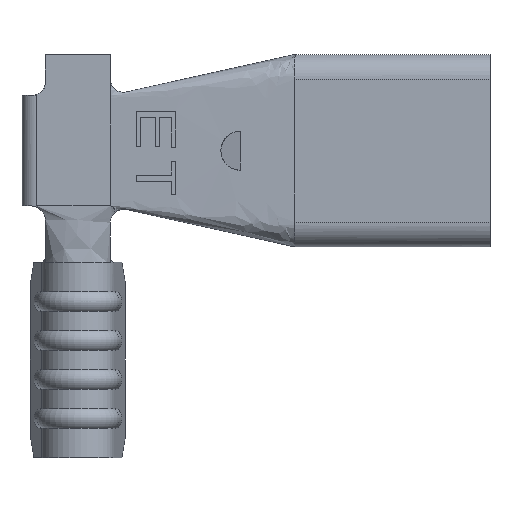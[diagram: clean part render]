
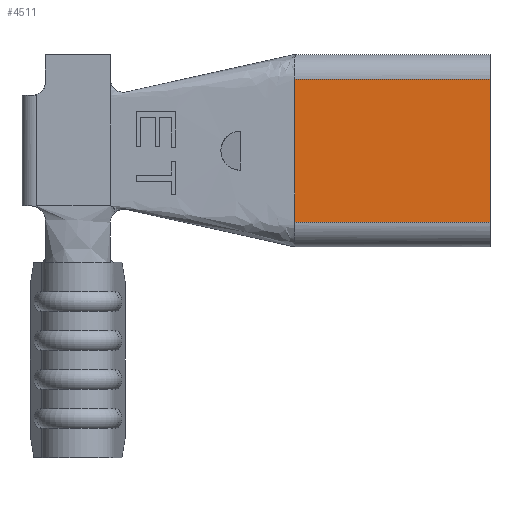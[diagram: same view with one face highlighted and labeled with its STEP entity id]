
A CAD part, front view. The second image highlights one B-rep face of the part: STEP entity #4511.
In plain terms, the highlighted planar face has unit normal (0, -1, 0).
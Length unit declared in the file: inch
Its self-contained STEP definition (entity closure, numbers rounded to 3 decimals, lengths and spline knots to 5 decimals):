
#250 = VERTEX_POINT ( 'NONE', #1453 ) ;
#269 = CARTESIAN_POINT ( 'NONE',  ( -0.15, -0.01, -0.055 ) ) ;
#503 = CARTESIAN_POINT ( 'NONE',  ( -0.15, -0.01, -0.055 ) ) ;
#827 = LINE ( 'NONE', #3761, #5523 ) ;
#1176 = VECTOR ( 'NONE', #1849, 39.37008 ) ;
#1453 = CARTESIAN_POINT ( 'NONE',  ( -0.15, -0.01, -0.055 ) ) ;
#1586 = VERTEX_POINT ( 'NONE', #2458 ) ;
#1593 = EDGE_LOOP ( 'NONE', ( #3567, #4752, #1885, #4191 ) ) ;
#1724 = VERTEX_POINT ( 'NONE', #3440 ) ;
#1849 = DIRECTION ( 'NONE',  ( 1., 0., 0. ) ) ;
#1885 = ORIENTED_EDGE ( 'NONE', *, *, #2456, .T. ) ;
#1961 = DIRECTION ( 'NONE',  ( 0., 0., -1. ) ) ;
#2194 = PLANE ( 'NONE',  #3742 ) ;
#2394 = LINE ( 'NONE', #3656, #1176 ) ;
#2408 = CARTESIAN_POINT ( 'NONE',  ( -0.15, -0.01, -0.055 ) ) ;
#2456 = EDGE_CURVE ( 'NONE', #1586, #250, #2587, .T. ) ;
#2458 = CARTESIAN_POINT ( 'NONE',  ( -0.15, -0.01, 0.055 ) ) ;
#2569 = EDGE_CURVE ( 'NONE', #4602, #1724, #827, .T. ) ;
#2587 = LINE ( 'NONE', #503, #4850 ) ;
#2721 = EDGE_CURVE ( 'NONE', #1586, #4602, #2394, .T. ) ;
#2731 = DIRECTION ( 'NONE',  ( 0., 0., -1. ) ) ;
#2846 = EDGE_CURVE ( 'NONE', #250, #1724, #4227, .T. ) ;
#2888 = VECTOR ( 'NONE', #5108, 39.37008 ) ;
#3042 = DIRECTION ( 'NONE',  ( 0., 0., -1. ) ) ;
#3440 = CARTESIAN_POINT ( 'NONE',  ( 0., -0.01, -0.055 ) ) ;
#3567 = ORIENTED_EDGE ( 'NONE', *, *, #2569, .F. ) ;
#3656 = CARTESIAN_POINT ( 'NONE',  ( -0.15, -0.01, 0.055 ) ) ;
#3742 = AXIS2_PLACEMENT_3D ( 'NONE', #269, #5754, #3042 ) ;
#3761 = CARTESIAN_POINT ( 'NONE',  ( 0., -0.01, -0.055 ) ) ;
#4191 = ORIENTED_EDGE ( 'NONE', *, *, #2846, .T. ) ;
#4227 = LINE ( 'NONE', #2408, #2888 ) ;
#4508 = CARTESIAN_POINT ( 'NONE',  ( 0., -0.01, 0.055 ) ) ;
#4511 = ADVANCED_FACE ( 'NONE', ( #5907 ), #2194, .T. ) ;
#4602 = VERTEX_POINT ( 'NONE', #4508 ) ;
#4752 = ORIENTED_EDGE ( 'NONE', *, *, #2721, .F. ) ;
#4850 = VECTOR ( 'NONE', #2731, 39.37008 ) ;
#5108 = DIRECTION ( 'NONE',  ( 1., 0., 0. ) ) ;
#5523 = VECTOR ( 'NONE', #1961, 39.37008 ) ;
#5754 = DIRECTION ( 'NONE',  ( 0., -1., 0. ) ) ;
#5907 = FACE_OUTER_BOUND ( 'NONE', #1593, .T. ) ;
